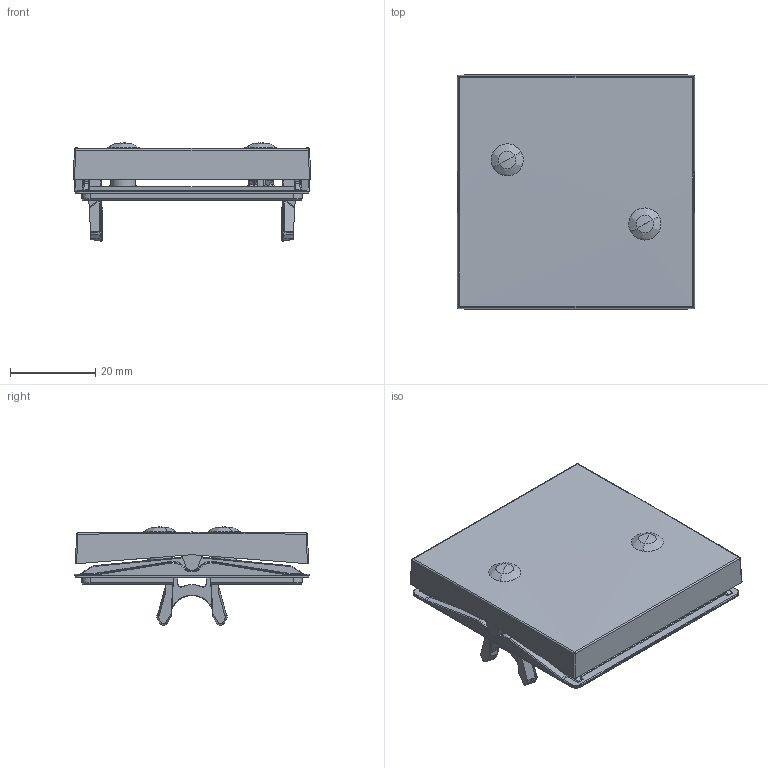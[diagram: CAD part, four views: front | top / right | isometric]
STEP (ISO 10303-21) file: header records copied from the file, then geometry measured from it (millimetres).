
FILE_DESCRIPTION((''),'2;1');
FILE_NAME('WAW1007WG_ASM','2025-03-12T16:15:32',('colosir'),(''),'CREO PARAMETRIC BY PTC INC, 2023154','CREO PARAMETRIC BY PTC INC, 2023154','');
FILE_SCHEMA(('AUTOMOTIVE_DESIGN { 1 0 10303 214 1 1 1 1 }'));
Products named in the file (9): W4G0194_18; W1D1222_00; W1A2283_NN; LINSEN-SENKSCHR_1000006276_PAE_000_AA; BEFESTIGUNGSKRO_1000005967_PAE_000_AA; HUELSE_1000005251_PAE_000_AA; VERSCHLUSSSTUEC_1000005554_PAE_000_AA; VERSCHLUSSSTUEC_1000003049_PAE_000_AB; WAW1007WG_ASM
Assembly tree (13 placements, depth 2):
  WAW1007WG_ASM
    W4G0194_18
    W1D1222_00
    W1A2283_NN
    LINSEN-SENKSCHR_1000006276_PAE_000_AA  x2
    BEFESTIGUNGSKRO_1000005967_PAE_000_AA  x2
    HUELSE_1000005251_PAE_000_AA  x2
    VERSCHLUSSSTUEC_1000005554_PAE_000_AA  x2
    VERSCHLUSSSTUEC_1000003049_PAE_000_AB  x2
Bounding box: 55.6 x 54.8 x 23.02 mm (x, y, z)
Volume: 15332.1 mm3; surface area: 15040.6 mm2
Topology: 12 solids, 12 shells, 2211 faces, 5735 edges, 3606 vertices
Faces by surface type: plane 1163, cylinder 403, bspline 272, cone 166, torus 88, extrusion 87, sphere 32
Entity records: 80508 total; most frequent: CARTESIAN_POINT 30493, ORIENTED_EDGE 10626, DIRECTION 8748, EDGE_CURVE 5313, VECTOR 3560, LINE 3473, VERTEX_POINT 3352, AXIS2_PLACEMENT_3D 2594
